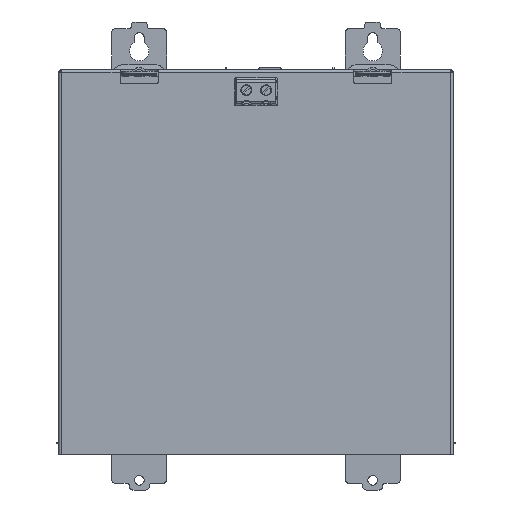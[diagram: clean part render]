
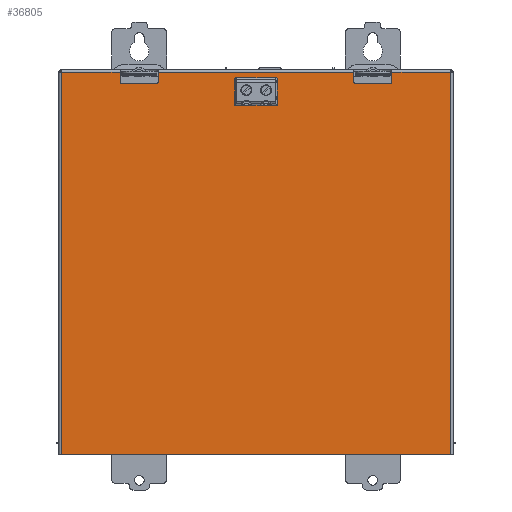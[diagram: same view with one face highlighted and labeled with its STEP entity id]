
A CAD part, front view. The second image highlights one B-rep face of the part: STEP entity #36805.
In plain terms, the highlighted planar face has unit normal (0, -1, 0).
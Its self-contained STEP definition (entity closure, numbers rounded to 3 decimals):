
#33223=CARTESIAN_POINT('',(100.1,0.2,190.9));
#33224=VERTEX_POINT('',#33223);
#33232=CARTESIAN_POINT('',(100.1,0.2,-5.7));
#33233=VERTEX_POINT('',#33232);
#33234=CARTESIAN_POINT('',(100.1,0.2,-5.7));
#33235=DIRECTION('',(0.,0.0,1.0));
#33236=VECTOR('',#33235,196.6);
#33237=LINE('',#33234,#33236);
#33238=EDGE_CURVE('',#33233,#33224,#33237,.T.);
#33257=CARTESIAN_POINT('',(-100.1,0.2,-5.7));
#33258=VERTEX_POINT('',#33257);
#33266=CARTESIAN_POINT('',(-100.1,0.2,190.9));
#33267=VERTEX_POINT('',#33266);
#33268=CARTESIAN_POINT('',(-100.1,0.2,190.9));
#33269=DIRECTION('',(0.,0.0,-1.0));
#33270=VECTOR('',#33269,196.6);
#33271=LINE('',#33268,#33270);
#33272=EDGE_CURVE('',#33267,#33258,#33271,.T.);
#33395=CARTESIAN_POINT('',(-69.807,0.2,190.9));
#33396=VERTEX_POINT('',#33395);
#33397=CARTESIAN_POINT('',(-69.807,0.2,190.9));
#33398=DIRECTION('',(-1.0,0.,0.));
#33399=VECTOR('',#33398,30.293);
#33400=LINE('',#33397,#33399);
#33401=EDGE_CURVE('',#33396,#33267,#33400,.T.);
#33426=CARTESIAN_POINT('',(50.193,0.2,190.9));
#33427=VERTEX_POINT('',#33426);
#33428=CARTESIAN_POINT('',(-50.207,0.2,190.9));
#33429=VERTEX_POINT('',#33428);
#33430=CARTESIAN_POINT('',(50.193,0.2,190.9));
#33431=DIRECTION('',(-1.0,0.,0.));
#33432=VECTOR('',#33431,100.4);
#33433=LINE('',#33430,#33432);
#33434=EDGE_CURVE('',#33427,#33429,#33433,.T.);
#33483=CARTESIAN_POINT('',(69.793,0.2,190.9));
#33484=VERTEX_POINT('',#33483);
#33492=CARTESIAN_POINT('',(100.1,0.2,190.9));
#33493=DIRECTION('',(-1.0,0.,0.));
#33494=VECTOR('',#33493,30.307);
#33495=LINE('',#33492,#33494);
#33496=EDGE_CURVE('',#33224,#33484,#33495,.T.);
#34233=CARTESIAN_POINT('',(10.5,0.2,173.9));
#34234=VERTEX_POINT('',#34233);
#34251=CARTESIAN_POINT('',(-10.5,0.2,173.9));
#34252=VERTEX_POINT('',#34251);
#34259=CARTESIAN_POINT('',(-10.5,0.2,173.9));
#34260=DIRECTION('',(1.0,0.,0.));
#34261=VECTOR('',#34260,21.);
#34262=LINE('',#34259,#34261);
#34263=EDGE_CURVE('',#34252,#34234,#34262,.T.);
#34273=CARTESIAN_POINT('',(11.,0.2,174.4));
#34274=VERTEX_POINT('',#34273);
#34275=CARTESIAN_POINT('',(10.5,0.2,174.4));
#34276=DIRECTION('',(0.,-1.0,0.));
#34277=DIRECTION('',(0.,0.,-1.0));
#34278=AXIS2_PLACEMENT_3D('',#34275,#34276,#34277);
#34279=CIRCLE('',#34278,0.5);
#34280=EDGE_CURVE('',#34234,#34274,#34279,.T.);
#34306=CARTESIAN_POINT('',(11.,0.2,187.6));
#34307=VERTEX_POINT('',#34306);
#34308=CARTESIAN_POINT('',(11.,0.2,174.4));
#34309=DIRECTION('',(0.,0.0,1.0));
#34310=VECTOR('',#34309,13.2);
#34311=LINE('',#34308,#34310);
#34312=EDGE_CURVE('',#34274,#34307,#34311,.T.);
#34337=CARTESIAN_POINT('',(10.5,0.2,188.1));
#34338=VERTEX_POINT('',#34337);
#34339=CARTESIAN_POINT('',(10.5,0.2,187.6));
#34340=DIRECTION('',(0.,-1.0,0.));
#34341=DIRECTION('',(0.,0.,1.0));
#34342=AXIS2_PLACEMENT_3D('',#34339,#34340,#34341);
#34343=CIRCLE('',#34342,0.5);
#34344=EDGE_CURVE('',#34307,#34338,#34343,.T.);
#34370=CARTESIAN_POINT('',(-10.5,0.2,188.1));
#34371=VERTEX_POINT('',#34370);
#34372=CARTESIAN_POINT('',(10.5,0.2,188.1));
#34373=DIRECTION('',(-1.0,0.,0.));
#34374=VECTOR('',#34373,21.);
#34375=LINE('',#34372,#34374);
#34376=EDGE_CURVE('',#34338,#34371,#34375,.T.);
#34401=CARTESIAN_POINT('',(-11.,0.2,187.6));
#34402=VERTEX_POINT('',#34401);
#34403=CARTESIAN_POINT('',(-10.5,0.2,187.6));
#34404=DIRECTION('',(0.,-1.0,0.));
#34405=DIRECTION('',(-1.0,0.,0.));
#34406=AXIS2_PLACEMENT_3D('',#34403,#34404,#34405);
#34407=CIRCLE('',#34406,0.5);
#34408=EDGE_CURVE('',#34371,#34402,#34407,.T.);
#34434=CARTESIAN_POINT('',(-11.,0.2,174.4));
#34435=VERTEX_POINT('',#34434);
#34436=CARTESIAN_POINT('',(-11.,0.2,187.6));
#34437=DIRECTION('',(0.,0.0,-1.0));
#34438=VECTOR('',#34437,13.2);
#34439=LINE('',#34436,#34438);
#34440=EDGE_CURVE('',#34402,#34435,#34439,.T.);
#34474=CARTESIAN_POINT('',(-10.5,0.2,174.4));
#34475=DIRECTION('',(0.,-1.0,0.));
#34476=DIRECTION('',(-1.0,0.,0.));
#34477=AXIS2_PLACEMENT_3D('',#34474,#34475,#34476);
#34478=CIRCLE('',#34477,0.5);
#34479=EDGE_CURVE('',#34435,#34252,#34478,.T.);
#35423=CARTESIAN_POINT('',(-100.1,0.2,-5.7));
#35424=DIRECTION('',(1.0,0.,0.));
#35425=VECTOR('',#35424,200.2);
#35426=LINE('',#35423,#35425);
#35427=EDGE_CURVE('',#33258,#33233,#35426,.T.);
#36685=CARTESIAN_POINT('',(-50.207,0.2,186.1));
#36686=VERTEX_POINT('',#36685);
#36694=CARTESIAN_POINT('',(-51.207,0.2,185.1));
#36695=VERTEX_POINT('',#36694);
#36702=CARTESIAN_POINT('',(-51.207,0.2,186.1));
#36703=DIRECTION('',(0.,1.0,0.));
#36704=DIRECTION('',(1.0,0.,0.));
#36705=AXIS2_PLACEMENT_3D('',#36702,#36703,#36704);
#36706=CIRCLE('',#36705,1.0);
#36707=EDGE_CURVE('',#36686,#36695,#36706,.T.);
#36712=CARTESIAN_POINT('',(-121.561,0.2,-25.481));
#36713=DIRECTION('',(0.,-1.0,0.));
#36714=DIRECTION('',(0.0,0.0,-1.0));
#36715=AXIS2_PLACEMENT_3D('',#36712,#36713,#36714);
#36716=PLANE('',#36715);
#36717=ORIENTED_EDGE('',*,*,#35427,.T.);
#36718=ORIENTED_EDGE('',*,*,#33238,.T.);
#36719=ORIENTED_EDGE('',*,*,#33496,.T.);
#36720=CARTESIAN_POINT('',(69.793,0.2,186.1));
#36721=VERTEX_POINT('',#36720);
#36722=CARTESIAN_POINT('',(69.793,0.2,190.9));
#36723=DIRECTION('',(0.,0.,-1.0));
#36724=VECTOR('',#36723,4.8);
#36725=LINE('',#36722,#36724);
#36726=EDGE_CURVE('',#33484,#36721,#36725,.T.);
#36727=ORIENTED_EDGE('',*,*,#36726,.T.);
#36728=CARTESIAN_POINT('',(68.793,0.2,185.1));
#36729=VERTEX_POINT('',#36728);
#36730=CARTESIAN_POINT('',(68.793,0.2,186.1));
#36731=DIRECTION('',(0.,1.0,0.));
#36732=DIRECTION('',(1.0,0.,0.));
#36733=AXIS2_PLACEMENT_3D('',#36730,#36731,#36732);
#36734=CIRCLE('',#36733,1.0);
#36735=EDGE_CURVE('',#36721,#36729,#36734,.T.);
#36736=ORIENTED_EDGE('',*,*,#36735,.T.);
#36737=CARTESIAN_POINT('',(51.193,0.2,185.1));
#36738=VERTEX_POINT('',#36737);
#36739=CARTESIAN_POINT('',(51.193,0.2,185.1));
#36740=DIRECTION('',(1.0,0.,0.));
#36741=VECTOR('',#36740,17.6);
#36742=LINE('',#36739,#36741);
#36743=EDGE_CURVE('',#36738,#36729,#36742,.T.);
#36744=ORIENTED_EDGE('',*,*,#36743,.F.);
#36745=CARTESIAN_POINT('',(50.193,0.2,186.1));
#36746=VERTEX_POINT('',#36745);
#36747=CARTESIAN_POINT('',(51.193,0.2,186.1));
#36748=DIRECTION('',(0.,-1.0,0.));
#36749=DIRECTION('',(-1.0,0.,0.));
#36750=AXIS2_PLACEMENT_3D('',#36747,#36748,#36749);
#36751=CIRCLE('',#36750,1.0);
#36752=EDGE_CURVE('',#36746,#36738,#36751,.T.);
#36753=ORIENTED_EDGE('',*,*,#36752,.F.);
#36754=CARTESIAN_POINT('',(50.193,0.2,190.9));
#36755=DIRECTION('',(0.,0.,-1.0));
#36756=VECTOR('',#36755,4.8);
#36757=LINE('',#36754,#36756);
#36758=EDGE_CURVE('',#33427,#36746,#36757,.T.);
#36759=ORIENTED_EDGE('',*,*,#36758,.F.);
#36760=ORIENTED_EDGE('',*,*,#33434,.T.);
#36761=CARTESIAN_POINT('',(-50.207,0.2,190.9));
#36762=DIRECTION('',(0.,0.,-1.0));
#36763=VECTOR('',#36762,4.8);
#36764=LINE('',#36761,#36763);
#36765=EDGE_CURVE('',#33429,#36686,#36764,.T.);
#36766=ORIENTED_EDGE('',*,*,#36765,.T.);
#36767=ORIENTED_EDGE('',*,*,#36707,.T.);
#36768=CARTESIAN_POINT('',(-68.807,0.2,185.1));
#36769=VERTEX_POINT('',#36768);
#36770=CARTESIAN_POINT('',(-68.807,0.2,185.1));
#36771=DIRECTION('',(1.0,0.,0.));
#36772=VECTOR('',#36771,17.6);
#36773=LINE('',#36770,#36772);
#36774=EDGE_CURVE('',#36769,#36695,#36773,.T.);
#36775=ORIENTED_EDGE('',*,*,#36774,.F.);
#36776=CARTESIAN_POINT('',(-69.807,0.2,186.1));
#36777=VERTEX_POINT('',#36776);
#36778=CARTESIAN_POINT('',(-68.807,0.2,186.1));
#36779=DIRECTION('',(0.,-1.0,0.));
#36780=DIRECTION('',(-1.0,0.,0.));
#36781=AXIS2_PLACEMENT_3D('',#36778,#36779,#36780);
#36782=CIRCLE('',#36781,1.0);
#36783=EDGE_CURVE('',#36777,#36769,#36782,.T.);
#36784=ORIENTED_EDGE('',*,*,#36783,.F.);
#36785=CARTESIAN_POINT('',(-69.807,0.2,190.9));
#36786=DIRECTION('',(0.,0.,-1.0));
#36787=VECTOR('',#36786,4.8);
#36788=LINE('',#36785,#36787);
#36789=EDGE_CURVE('',#33396,#36777,#36788,.T.);
#36790=ORIENTED_EDGE('',*,*,#36789,.F.);
#36791=ORIENTED_EDGE('',*,*,#33401,.T.);
#36792=ORIENTED_EDGE('',*,*,#33272,.T.);
#36793=EDGE_LOOP('',(#36717,#36718,#36719,#36727,#36736,#36744,#36753,#36759,#36760,#36766,#36767,#36775,#36784,#36790,#36791,#36792));
#36794=FACE_OUTER_BOUND('',#36793,.T.);
#36795=ORIENTED_EDGE('',*,*,#34263,.F.);
#36796=ORIENTED_EDGE('',*,*,#34479,.F.);
#36797=ORIENTED_EDGE('',*,*,#34440,.F.);
#36798=ORIENTED_EDGE('',*,*,#34408,.F.);
#36799=ORIENTED_EDGE('',*,*,#34376,.F.);
#36800=ORIENTED_EDGE('',*,*,#34344,.F.);
#36801=ORIENTED_EDGE('',*,*,#34312,.F.);
#36802=ORIENTED_EDGE('',*,*,#34280,.F.);
#36803=EDGE_LOOP('',(#36795,#36796,#36797,#36798,#36799,#36800,#36801,#36802));
#36804=FACE_BOUND('',#36803,.T.);
#36805=ADVANCED_FACE('',(#36794,#36804),#36716,.T.);
